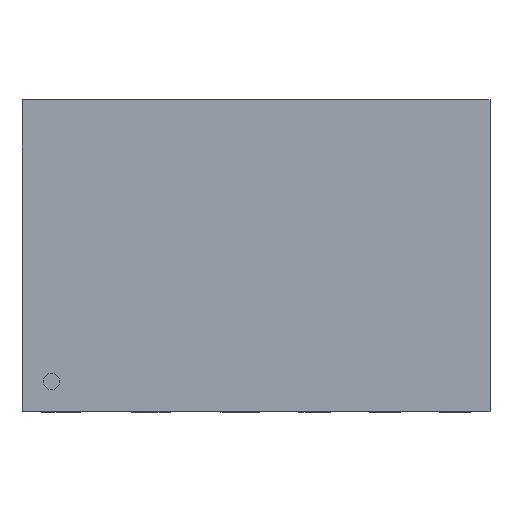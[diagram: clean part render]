
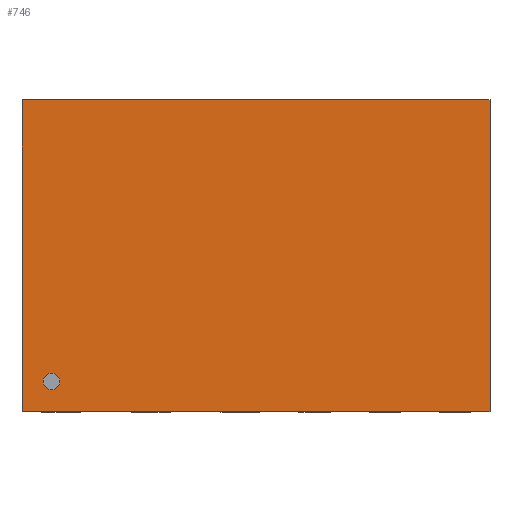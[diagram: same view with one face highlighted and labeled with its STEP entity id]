
A CAD part, top view. The second image highlights one B-rep face of the part: STEP entity #746.
In plain terms, the highlighted planar face has unit normal (0, 0, 1).
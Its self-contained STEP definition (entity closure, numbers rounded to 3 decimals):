
#31 = EDGE_CURVE ( 'NONE', #3935, #4593, #2858, .T. ) ;
#72 = FACE_OUTER_BOUND ( 'NONE', #4553, .T. ) ;
#154 = LINE ( 'NONE', #5974, #5349 ) ;
#155 = EDGE_CURVE ( 'NONE', #5135, #3303, #6379, .T. ) ;
#573 = CARTESIAN_POINT ( 'NONE',  ( 1.5, 1., 0.78 ) ) ;
#649 = ORIENTED_EDGE ( 'NONE', *, *, #1990, .T. ) ;
#746 = ADVANCED_FACE ( 'NONE', ( #1428, #72 ), #2337, .F. ) ;
#997 = AXIS2_PLACEMENT_3D ( 'NONE', #4766, #5774, #2232 ) ;
#1008 = CARTESIAN_POINT ( 'NONE',  ( -1.312, -0.806, 0.78 ) ) ;
#1088 = ORIENTED_EDGE ( 'NONE', *, *, #4372, .F. ) ;
#1428 = FACE_BOUND ( 'NONE', #1874, .T. ) ;
#1516 = DIRECTION ( 'NONE',  ( 1., 0., 0. ) ) ;
#1556 = ORIENTED_EDGE ( 'NONE', *, *, #5029, .T. ) ;
#1720 = ORIENTED_EDGE ( 'NONE', *, *, #31, .T. ) ;
#1787 = CARTESIAN_POINT ( 'NONE',  ( -1.5, -1., 0.78 ) ) ;
#1874 = EDGE_LOOP ( 'NONE', ( #1088, #6219 ) ) ;
#1979 = CARTESIAN_POINT ( 'NONE',  ( -1.5, 1., 0.78 ) ) ;
#1990 = EDGE_CURVE ( 'NONE', #4593, #5135, #154, .T. ) ;
#2008 = VECTOR ( 'NONE', #5435, 1000. ) ;
#2232 = DIRECTION ( 'NONE',  ( -1., 0., 0. ) ) ;
#2337 = PLANE ( 'NONE',  #997 ) ;
#2527 = EDGE_CURVE ( 'NONE', #5630, #5575, #4823, .T. ) ;
#2580 = CARTESIAN_POINT ( 'NONE',  ( -1.258, -0.806, 0.78 ) ) ;
#2601 = CARTESIAN_POINT ( 'NONE',  ( -1.366, -0.806, 0.78 ) ) ;
#2696 = VECTOR ( 'NONE', #6438, 1000. ) ;
#2858 = LINE ( 'NONE', #3919, #2696 ) ;
#2919 = CARTESIAN_POINT ( 'NONE',  ( -1.312, -0.806, 0.78 ) ) ;
#3260 = CARTESIAN_POINT ( 'NONE',  ( -1.5, -1., 0.78 ) ) ;
#3303 = VERTEX_POINT ( 'NONE', #3260 ) ;
#3364 = LINE ( 'NONE', #5879, #2008 ) ;
#3421 = DIRECTION ( 'NONE',  ( 1., 0., 0. ) ) ;
#3919 = CARTESIAN_POINT ( 'NONE',  ( 1.5, -1., 0.78 ) ) ;
#3935 = VERTEX_POINT ( 'NONE', #4779 ) ;
#4372 = EDGE_CURVE ( 'NONE', #5575, #5630, #6094, .T. ) ;
#4531 = DIRECTION ( 'NONE',  ( 0., 0., 1. ) ) ;
#4553 = EDGE_LOOP ( 'NONE', ( #1720, #649, #6405, #1556 ) ) ;
#4593 = VERTEX_POINT ( 'NONE', #573 ) ;
#4690 = DIRECTION ( 'NONE',  ( 0., -1., 0. ) ) ;
#4766 = CARTESIAN_POINT ( 'NONE',  ( 0., 0., 0.78 ) ) ;
#4779 = CARTESIAN_POINT ( 'NONE',  ( 1.5, -1., 0.78 ) ) ;
#4823 = CIRCLE ( 'NONE', #6214, 0.054 ) ;
#5029 = EDGE_CURVE ( 'NONE', #3303, #3935, #3364, .T. ) ;
#5135 = VERTEX_POINT ( 'NONE', #1979 ) ;
#5277 = AXIS2_PLACEMENT_3D ( 'NONE', #2919, #6403, #3421 ) ;
#5349 = VECTOR ( 'NONE', #5681, 1000. ) ;
#5435 = DIRECTION ( 'NONE',  ( 1., 0., 0. ) ) ;
#5575 = VERTEX_POINT ( 'NONE', #2580 ) ;
#5630 = VERTEX_POINT ( 'NONE', #2601 ) ;
#5681 = DIRECTION ( 'NONE',  ( -1., 0., 0. ) ) ;
#5774 = DIRECTION ( 'NONE',  ( 0., 0., -1. ) ) ;
#5879 = CARTESIAN_POINT ( 'NONE',  ( -1.5, -1., 0.78 ) ) ;
#5974 = CARTESIAN_POINT ( 'NONE',  ( -1.5, 1., 0.78 ) ) ;
#6094 = CIRCLE ( 'NONE', #5277, 0.054 ) ;
#6214 = AXIS2_PLACEMENT_3D ( 'NONE', #1008, #4531, #1516 ) ;
#6216 = VECTOR ( 'NONE', #4690, 1000. ) ;
#6219 = ORIENTED_EDGE ( 'NONE', *, *, #2527, .F. ) ;
#6379 = LINE ( 'NONE', #1787, #6216 ) ;
#6403 = DIRECTION ( 'NONE',  ( 0., 0., 1. ) ) ;
#6405 = ORIENTED_EDGE ( 'NONE', *, *, #155, .T. ) ;
#6438 = DIRECTION ( 'NONE',  ( 0., 1., 0. ) ) ;
